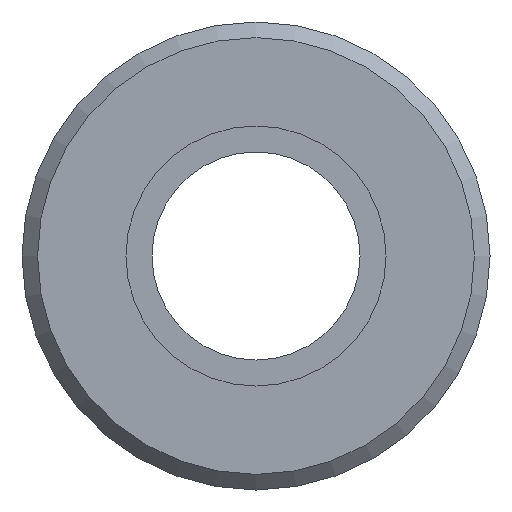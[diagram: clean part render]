
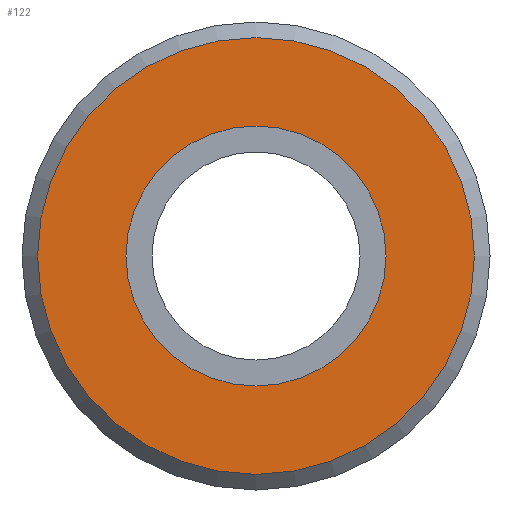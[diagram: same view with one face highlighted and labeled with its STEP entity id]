
A CAD part, front view. The second image highlights one B-rep face of the part: STEP entity #122.
In plain terms, the highlighted planar face has unit normal (0, -1, 0).
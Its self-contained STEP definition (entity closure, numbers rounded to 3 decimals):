
#22=PLANE('',#149);
#30=ORIENTED_EDGE('',*,*,#50,.T.);
#31=ORIENTED_EDGE('',*,*,#51,.T.);
#50=EDGE_CURVE('',#60,#60,#70,.T.);
#51=EDGE_CURVE('',#61,#61,#71,.T.);
#60=VERTEX_POINT('',#218);
#61=VERTEX_POINT('',#220);
#70=CIRCLE('',#150,2.5);
#71=CIRCLE('',#151,4.2);
#80=EDGE_LOOP('',(#30));
#81=EDGE_LOOP('',(#31));
#100=FACE_BOUND('',#80,.T.);
#101=FACE_BOUND('',#81,.T.);
#122=ADVANCED_FACE('',(#100,#101),#22,.T.);
#149=AXIS2_PLACEMENT_3D('',#216,#177,#178);
#150=AXIS2_PLACEMENT_3D('',#217,#179,#180);
#151=AXIS2_PLACEMENT_3D('',#219,#181,#182);
#177=DIRECTION('',(0.,-1.,0.));
#178=DIRECTION('',(0.,0.,-1.));
#179=DIRECTION('',(0.,1.,0.));
#180=DIRECTION('',(1.,0.,0.));
#181=DIRECTION('',(0.,-1.,0.));
#182=DIRECTION('',(0.,0.,-1.));
#216=CARTESIAN_POINT('',(0.,-4.,0.));
#217=CARTESIAN_POINT('',(0.,-4.,0.));
#218=CARTESIAN_POINT('',(2.5,-4.,0.));
#219=CARTESIAN_POINT('',(0.,-4.,0.));
#220=CARTESIAN_POINT('',(0.,-4.,-4.2));
